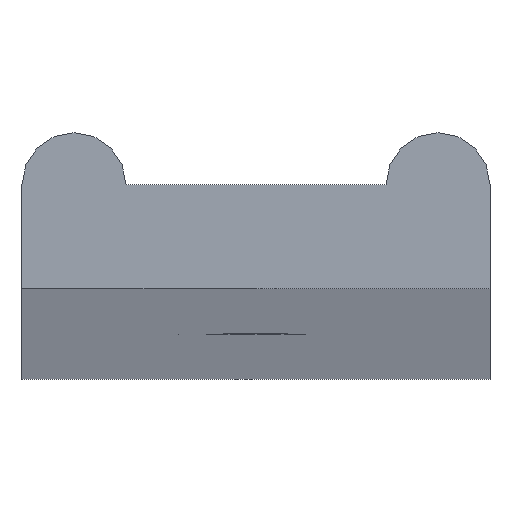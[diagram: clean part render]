
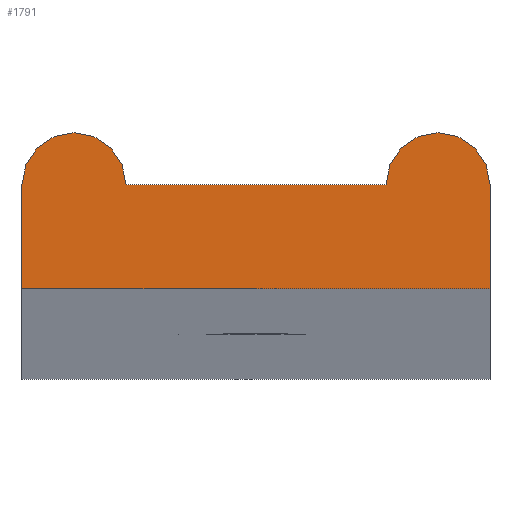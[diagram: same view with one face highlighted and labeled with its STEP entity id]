
A CAD part, top view. The second image highlights one B-rep face of the part: STEP entity #1791.
In plain terms, the highlighted planar face has unit normal (0, 0, 1).
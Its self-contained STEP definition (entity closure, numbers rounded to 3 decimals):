
#630 = VERTEX_POINT ( 'NONE', #5178 ) ;
#806 = LINE ( 'NONE', #11873, #9624 ) ;
#1143 = CARTESIAN_POINT ( 'NONE',  ( -9., 0., 1000. ) ) ;
#1159 = DIRECTION ( 'NONE',  ( 0., 0., 1. ) ) ;
#1162 = PLANE ( 'NONE',  #3747 ) ;
#1269 = FACE_OUTER_BOUND ( 'NONE', #7755, .T. ) ;
#1791 = ADVANCED_FACE ( 'NONE', ( #1269 ), #1162, .F. ) ;
#1841 = CARTESIAN_POINT ( 'NONE',  ( 7., 4., 1000. ) ) ;
#1894 = ORIENTED_EDGE ( 'NONE', *, *, #10053, .T. ) ;
#1933 = CIRCLE ( 'NONE', #4066, 2. ) ;
#2144 = DIRECTION ( 'NONE',  ( 0., 0., -1. ) ) ;
#2866 = EDGE_CURVE ( 'NONE', #630, #3399, #4771, .T. ) ;
#2937 = ORIENTED_EDGE ( 'NONE', *, *, #3878, .T. ) ;
#2940 = CIRCLE ( 'NONE', #8163, 2. ) ;
#2946 = CARTESIAN_POINT ( 'NONE',  ( -9., 4., 1000. ) ) ;
#3399 = VERTEX_POINT ( 'NONE', #3418 ) ;
#3418 = CARTESIAN_POINT ( 'NONE',  ( 9., 4., 1000. ) ) ;
#3438 = LINE ( 'NONE', #2946, #8196 ) ;
#3699 = VERTEX_POINT ( 'NONE', #1143 ) ;
#3747 = AXIS2_PLACEMENT_3D ( 'NONE', #5857, #2144, #11276 ) ;
#3878 = EDGE_CURVE ( 'NONE', #3399, #6428, #1933, .T. ) ;
#4066 = AXIS2_PLACEMENT_3D ( 'NONE', #1841, #7286, #4605 ) ;
#4191 = CARTESIAN_POINT ( 'NONE',  ( -9., 4., 1000. ) ) ;
#4217 = EDGE_CURVE ( 'NONE', #6710, #9607, #2940, .T. ) ;
#4415 = DIRECTION ( 'NONE',  ( 0., 1., 0. ) ) ;
#4454 = CARTESIAN_POINT ( 'NONE',  ( 9., 4., 1000. ) ) ;
#4499 = VECTOR ( 'NONE', #4415, 1000. ) ;
#4573 = ORIENTED_EDGE ( 'NONE', *, *, #10280, .T. ) ;
#4605 = DIRECTION ( 'NONE',  ( 1., 0., 0. ) ) ;
#4760 = DIRECTION ( 'NONE',  ( 1., 0., 0. ) ) ;
#4771 = LINE ( 'NONE', #4454, #4499 ) ;
#5086 = DIRECTION ( 'NONE',  ( -1., 0., 0. ) ) ;
#5178 = CARTESIAN_POINT ( 'NONE',  ( 9., 0., 1000. ) ) ;
#5857 = CARTESIAN_POINT ( 'NONE',  ( -7., 4., 1000. ) ) ;
#5939 = CARTESIAN_POINT ( 'NONE',  ( 5., 4., 1000. ) ) ;
#6002 = EDGE_CURVE ( 'NONE', #6428, #6710, #8675, .T. ) ;
#6428 = VERTEX_POINT ( 'NONE', #5939 ) ;
#6710 = VERTEX_POINT ( 'NONE', #9100 ) ;
#7286 = DIRECTION ( 'NONE',  ( 0., 0., 1. ) ) ;
#7755 = EDGE_LOOP ( 'NONE', ( #10461, #1894, #4573, #11831, #2937, #8417 ) ) ;
#8163 = AXIS2_PLACEMENT_3D ( 'NONE', #10414, #1159, #10532 ) ;
#8196 = VECTOR ( 'NONE', #9389, 1000. ) ;
#8417 = ORIENTED_EDGE ( 'NONE', *, *, #6002, .T. ) ;
#8675 = LINE ( 'NONE', #9619, #11592 ) ;
#9100 = CARTESIAN_POINT ( 'NONE',  ( -5., 4., 1000. ) ) ;
#9389 = DIRECTION ( 'NONE',  ( 0., -1., 0. ) ) ;
#9607 = VERTEX_POINT ( 'NONE', #4191 ) ;
#9619 = CARTESIAN_POINT ( 'NONE',  ( 5., 4., 1000. ) ) ;
#9624 = VECTOR ( 'NONE', #4760, 1000. ) ;
#10053 = EDGE_CURVE ( 'NONE', #9607, #3699, #3438, .T. ) ;
#10280 = EDGE_CURVE ( 'NONE', #3699, #630, #806, .T. ) ;
#10414 = CARTESIAN_POINT ( 'NONE',  ( -7., 4., 1000. ) ) ;
#10461 = ORIENTED_EDGE ( 'NONE', *, *, #4217, .T. ) ;
#10532 = DIRECTION ( 'NONE',  ( -1., 0., 0. ) ) ;
#11276 = DIRECTION ( 'NONE',  ( -1., 0., 0. ) ) ;
#11592 = VECTOR ( 'NONE', #5086, 1000. ) ;
#11831 = ORIENTED_EDGE ( 'NONE', *, *, #2866, .T. ) ;
#11873 = CARTESIAN_POINT ( 'NONE',  ( -9., 0., 1000. ) ) ;
